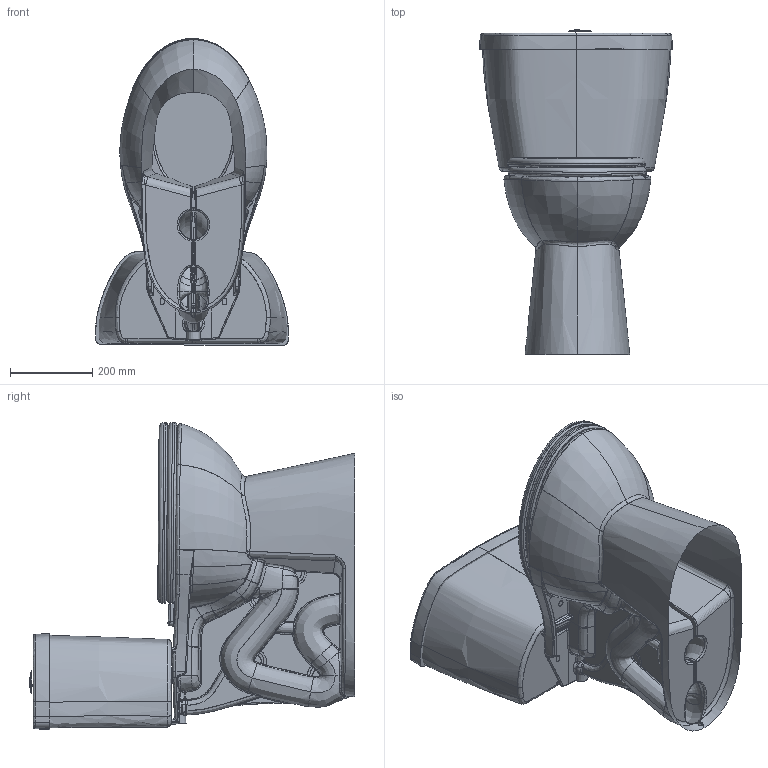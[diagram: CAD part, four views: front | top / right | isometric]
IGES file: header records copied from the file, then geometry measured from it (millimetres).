
Start section: SolidWorks IGES file using analytic representation for surfaces
Global section: file name: Stealth_DF_DB_N7717&N7714T-DF.IGS; native system: SolidWorks 2015; preprocessor: SolidWorks 2015; author: David; date: 160826.144958; units: inch
Bounding box: 468.2 x 789.66 x 745.01 mm (x, y, z)
Surface area: 2462196.2 mm2 (no closed solid volume)
Topology: 0 solids, 0 shells, 966 faces, 13507 edges, 13507 vertices
Faces by surface type: bspline 878, revolution 88
